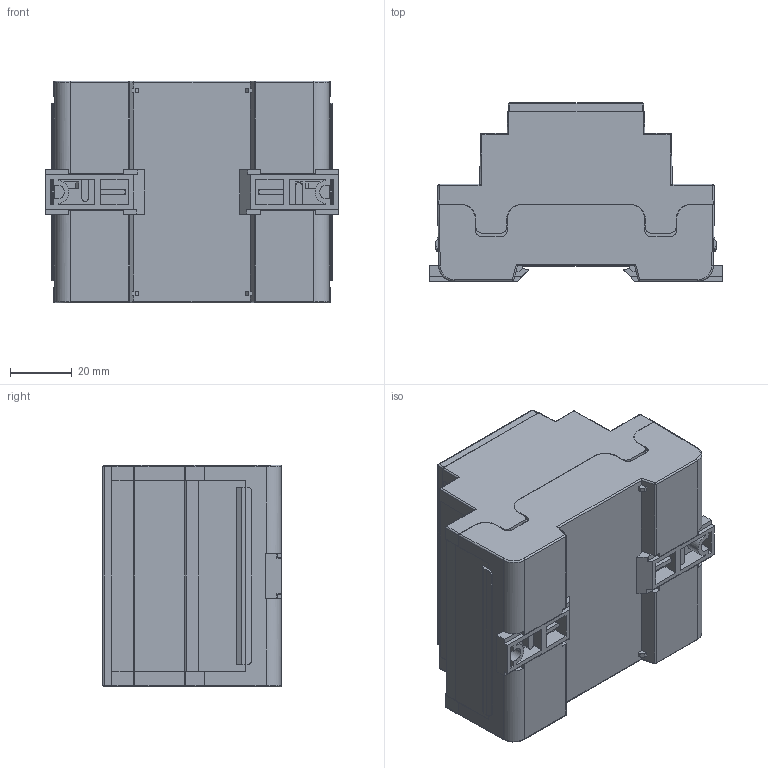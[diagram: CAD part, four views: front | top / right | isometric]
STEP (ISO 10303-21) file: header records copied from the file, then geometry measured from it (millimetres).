
FILE_DESCRIPTION (( 'STEP AP203' ), '1' );
FILE_NAME ('449-340-10.STEP', '2021-08-24T12:55:40', ( '' ), ( '' ), 'SwSTEP 2.0', 'SolidWorks 2018', '' );
FILE_SCHEMA (( 'CONFIG_CONTROL_DESIGN' ));
Length unit declared in the file: centimetre
Products named in the file (5): 044900300; 044900400_044900400; 449-340-10; 044934011; 044934012
Assembly tree (6 placements, depth 2):
  449-340-10
    044934012
    044934011
    044900300  x2
    044900400_044900400  x2
Bounding box: 95 x 58 x 72 mm (x, y, z)
Volume: 47605.8 mm3; surface area: 68130.5 mm2
Topology: 6 solids, 6 shells, 1068 faces, 2910 edges, 1872 vertices
Faces by surface type: plane 910, cylinder 134, sphere 16, cone 4, torus 4
Entity records: 26794 total; most frequent: CARTESIAN_POINT 4769, ORIENTED_EDGE 4602, DIRECTION 4199, EDGE_CURVE 2301, VECTOR 2031, LINE 2031, VERTEX_POINT 1486, AXIS2_PLACEMENT_3D 1084
